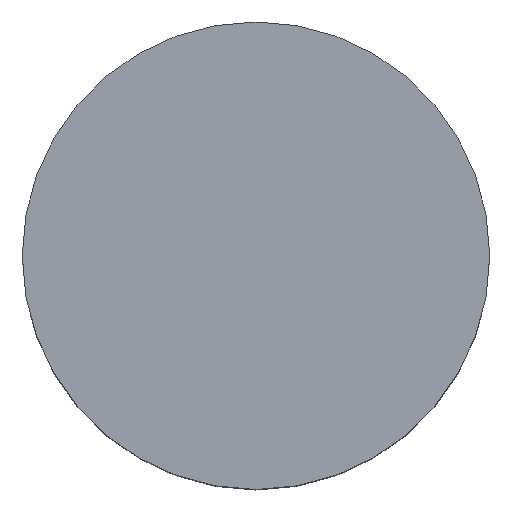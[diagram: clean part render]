
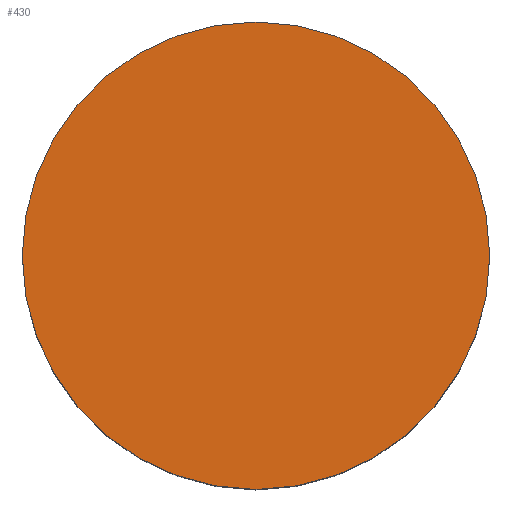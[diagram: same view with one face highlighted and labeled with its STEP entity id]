
A CAD part, top view. The second image highlights one B-rep face of the part: STEP entity #430.
In plain terms, the highlighted planar face has unit normal (0, 0, 1).
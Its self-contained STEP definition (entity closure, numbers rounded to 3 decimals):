
#176=CARTESIAN_POINT('',(0.,0.,66.));
#177=DIRECTION('',(0.,0.,1.));
#178=DIRECTION('',(1.,0.,0.));
#179=AXIS2_PLACEMENT_3D('',#176,#177,#178);
#181=CARTESIAN_POINT('',(0.,0.,66.));
#182=DIRECTION('',(0.,0.,1.));
#183=DIRECTION('',(-1.,0.,0.));
#184=AXIS2_PLACEMENT_3D('',#181,#182,#183);
#222=CARTESIAN_POINT('',(6.,0.,66.));
#223=CARTESIAN_POINT('',(-6.,0.,66.));
#224=VERTEX_POINT('',#222);
#225=VERTEX_POINT('',#223);
#419=CARTESIAN_POINT('',(0.,0.,66.));
#420=DIRECTION('',(0.,0.,1.));
#421=DIRECTION('',(1.,0.,0.));
#422=AXIS2_PLACEMENT_3D('',#419,#420,#421);
#423=PLANE('',#422);
#425=ORIENTED_EDGE('',*,*,#424,.F.);
#427=ORIENTED_EDGE('',*,*,#426,.F.);
#428=EDGE_LOOP('',(#425,#427));
#429=FACE_OUTER_BOUND('',#428,.F.);
#430=ADVANCED_FACE('',(#429),#423,.T.);
#180=CIRCLE('',#179,6.);
#185=CIRCLE('',#184,6.);
#424=EDGE_CURVE('',#224,#225,#180,.T.);
#426=EDGE_CURVE('',#225,#224,#185,.T.);
